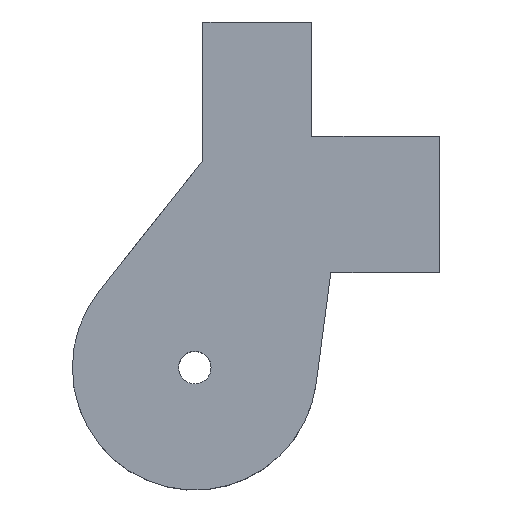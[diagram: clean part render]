
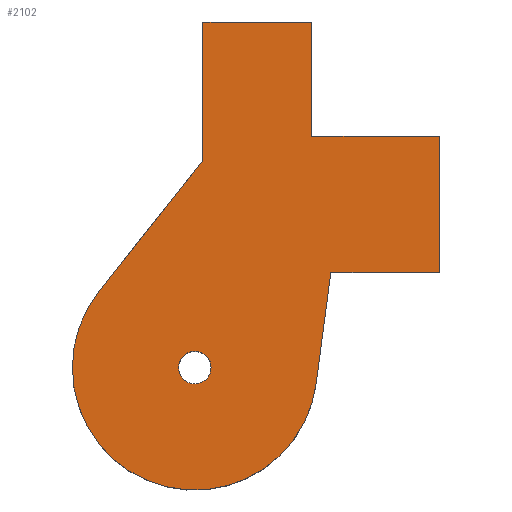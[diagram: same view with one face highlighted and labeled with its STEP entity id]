
A CAD part, top view. The second image highlights one B-rep face of the part: STEP entity #2102.
In plain terms, the highlighted planar face has unit normal (0, 0, 1).
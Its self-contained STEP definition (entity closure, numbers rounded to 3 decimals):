
#47 = AXIS2_PLACEMENT_3D ( 'NONE', #1511, #796, #1325 ) ;
#62 = EDGE_CURVE ( 'NONE', #1067, #1770, #1237, .T. ) ;
#136 = CARTESIAN_POINT ( 'NONE',  ( 0., 85., 50. ) ) ;
#149 = CARTESIAN_POINT ( 'NONE',  ( 43., 127., 50. ) ) ;
#164 = VERTEX_POINT ( 'NONE', #245 ) ;
#189 = VERTEX_POINT ( 'NONE', #149 ) ;
#204 = CARTESIAN_POINT ( 'NONE',  ( 90., 35., 50. ) ) ;
#243 = CARTESIAN_POINT ( 'NONE',  ( 0., 0., 50. ) ) ;
#245 = CARTESIAN_POINT ( 'NONE',  ( -6., 0., 50. ) ) ;
#250 = EDGE_CURVE ( 'NONE', #1770, #635, #731, .T. ) ;
#262 = LINE ( 'NONE', #2211, #881 ) ;
#272 = VERTEX_POINT ( 'NONE', #313 ) ;
#277 = CARTESIAN_POINT ( 'NONE',  ( 43., 85., 50. ) ) ;
#278 = VERTEX_POINT ( 'NONE', #485 ) ;
#284 = DIRECTION ( 'NONE',  ( -1., 0., 0. ) ) ;
#293 = VERTEX_POINT ( 'NONE', #277 ) ;
#312 = DIRECTION ( 'NONE',  ( 0., 0., 1. ) ) ;
#313 = CARTESIAN_POINT ( 'NONE',  ( 50., 35., 50. ) ) ;
#316 = ORIENTED_EDGE ( 'NONE', *, *, #1384, .T. ) ;
#330 = DIRECTION ( 'NONE',  ( 0., 0., -1. ) ) ;
#338 = VECTOR ( 'NONE', #1173, 1000. ) ;
#341 = VECTOR ( 'NONE', #1341, 1000. ) ;
#344 = CARTESIAN_POINT ( 'NONE',  ( 0., 0., 50. ) ) ;
#349 = EDGE_CURVE ( 'NONE', #678, #164, #1984, .T. ) ;
#405 = DIRECTION ( 'NONE',  ( 0., -1., 0. ) ) ;
#420 = CARTESIAN_POINT ( 'NONE',  ( -45., 0., 50. ) ) ;
#466 = CARTESIAN_POINT ( 'NONE',  ( 44.614, -5.878, 50. ) ) ;
#485 = CARTESIAN_POINT ( 'NONE',  ( 90., 85., 50. ) ) ;
#507 = ORIENTED_EDGE ( 'NONE', *, *, #349, .T. ) ;
#543 = VERTEX_POINT ( 'NONE', #1787 ) ;
#576 = DIRECTION ( 'NONE',  ( 1., 0., 0. ) ) ;
#595 = DIRECTION ( 'NONE',  ( 0., 0., -1. ) ) ;
#621 = VERTEX_POINT ( 'NONE', #942 ) ;
#635 = VERTEX_POINT ( 'NONE', #466 ) ;
#649 = ORIENTED_EDGE ( 'NONE', *, *, #250, .T. ) ;
#678 = VERTEX_POINT ( 'NONE', #2014 ) ;
#694 = EDGE_CURVE ( 'NONE', #1598, #272, #262, .T. ) ;
#731 = CIRCLE ( 'NONE', #47, 45. ) ;
#733 = VECTOR ( 'NONE', #2226, 1000. ) ;
#745 = CARTESIAN_POINT ( 'NONE',  ( 0., 0., 50. ) ) ;
#768 = CARTESIAN_POINT ( 'NONE',  ( 90., 0., 50. ) ) ;
#782 = DIRECTION ( 'NONE',  ( -1., 0., 0. ) ) ;
#788 = ORIENTED_EDGE ( 'NONE', *, *, #1143, .T. ) ;
#794 = LINE ( 'NONE', #977, #341 ) ;
#796 = DIRECTION ( 'NONE',  ( 0., 0., 1. ) ) ;
#836 = AXIS2_PLACEMENT_3D ( 'NONE', #745, #1438, #576 ) ;
#866 = DIRECTION ( 'NONE',  ( 0., 1., 0. ) ) ;
#881 = VECTOR ( 'NONE', #284, 1000. ) ;
#890 = EDGE_LOOP ( 'NONE', ( #928, #316, #1261, #1886, #788, #1368, #649, #1868, #2139, #1895 ) ) ;
#928 = ORIENTED_EDGE ( 'NONE', *, *, #1772, .T. ) ;
#942 = CARTESIAN_POINT ( 'NONE',  ( 3., 76.178, 50. ) ) ;
#977 = CARTESIAN_POINT ( 'NONE',  ( -35.251, 27.971, 50. ) ) ;
#984 = VECTOR ( 'NONE', #866, 1000. ) ;
#987 = AXIS2_PLACEMENT_3D ( 'NONE', #344, #330, #1072 ) ;
#1013 = EDGE_CURVE ( 'NONE', #278, #1598, #1971, .T. ) ;
#1067 = VERTEX_POINT ( 'NONE', #2175 ) ;
#1069 = DIRECTION ( 'NONE',  ( 1., 0., 0. ) ) ;
#1072 = DIRECTION ( 'NONE',  ( 1., 0., 0. ) ) ;
#1143 = EDGE_CURVE ( 'NONE', #621, #1067, #794, .T. ) ;
#1163 = CARTESIAN_POINT ( 'NONE',  ( 43., 75., 50. ) ) ;
#1173 = DIRECTION ( 'NONE',  ( -0.131, -0.991, 0. ) ) ;
#1237 = CIRCLE ( 'NONE', #836, 45. ) ;
#1243 = LINE ( 'NONE', #1539, #984 ) ;
#1261 = ORIENTED_EDGE ( 'NONE', *, *, #1323, .F. ) ;
#1280 = AXIS2_PLACEMENT_3D ( 'NONE', #2051, #312, #1692 ) ;
#1283 = VECTOR ( 'NONE', #1069, 1000. ) ;
#1286 = DIRECTION ( 'NONE',  ( 1., 0., 0. ) ) ;
#1315 = AXIS2_PLACEMENT_3D ( 'NONE', #243, #595, #1286 ) ;
#1323 = EDGE_CURVE ( 'NONE', #543, #189, #1767, .T. ) ;
#1325 = DIRECTION ( 'NONE',  ( 1., 0., 0. ) ) ;
#1341 = DIRECTION ( 'NONE',  ( -0.622, -0.783, 0. ) ) ;
#1368 = ORIENTED_EDGE ( 'NONE', *, *, #62, .T. ) ;
#1384 = EDGE_CURVE ( 'NONE', #293, #189, #1504, .T. ) ;
#1386 = CIRCLE ( 'NONE', #1315, 6. ) ;
#1417 = CARTESIAN_POINT ( 'NONE',  ( 0., 127., 50. ) ) ;
#1438 = DIRECTION ( 'NONE',  ( 0., 0., 1. ) ) ;
#1504 = LINE ( 'NONE', #1163, #733 ) ;
#1511 = CARTESIAN_POINT ( 'NONE',  ( 0., 0., 50. ) ) ;
#1539 = CARTESIAN_POINT ( 'NONE',  ( 3., 75., 50. ) ) ;
#1580 = EDGE_CURVE ( 'NONE', #621, #543, #1243, .T. ) ;
#1598 = VERTEX_POINT ( 'NONE', #204 ) ;
#1676 = PLANE ( 'NONE',  #1280 ) ;
#1692 = DIRECTION ( 'NONE',  ( 1., 0., 0. ) ) ;
#1701 = LINE ( 'NONE', #2030, #338 ) ;
#1704 = FACE_OUTER_BOUND ( 'NONE', #890, .T. ) ;
#1724 = VECTOR ( 'NONE', #405, 1000. ) ;
#1752 = VECTOR ( 'NONE', #782, 1000. ) ;
#1759 = EDGE_CURVE ( 'NONE', #164, #678, #1386, .T. ) ;
#1767 = LINE ( 'NONE', #1417, #1283 ) ;
#1770 = VERTEX_POINT ( 'NONE', #420 ) ;
#1772 = EDGE_CURVE ( 'NONE', #278, #293, #2198, .T. ) ;
#1781 = EDGE_LOOP ( 'NONE', ( #2218, #507 ) ) ;
#1787 = CARTESIAN_POINT ( 'NONE',  ( 3., 127., 50. ) ) ;
#1846 = EDGE_CURVE ( 'NONE', #272, #635, #1701, .T. ) ;
#1868 = ORIENTED_EDGE ( 'NONE', *, *, #1846, .F. ) ;
#1886 = ORIENTED_EDGE ( 'NONE', *, *, #1580, .F. ) ;
#1895 = ORIENTED_EDGE ( 'NONE', *, *, #1013, .F. ) ;
#1971 = LINE ( 'NONE', #768, #1724 ) ;
#1984 = CIRCLE ( 'NONE', #987, 6. ) ;
#2014 = CARTESIAN_POINT ( 'NONE',  ( 6., 0., 50. ) ) ;
#2030 = CARTESIAN_POINT ( 'NONE',  ( 44.614, -5.878, 50. ) ) ;
#2041 = FACE_BOUND ( 'NONE', #1781, .T. ) ;
#2051 = CARTESIAN_POINT ( 'NONE',  ( 0., 0., 50. ) ) ;
#2102 = ADVANCED_FACE ( 'NONE', ( #2041, #1704 ), #1676, .T. ) ;
#2139 = ORIENTED_EDGE ( 'NONE', *, *, #694, .F. ) ;
#2175 = CARTESIAN_POINT ( 'NONE',  ( -35.251, 27.971, 50. ) ) ;
#2198 = LINE ( 'NONE', #136, #1752 ) ;
#2211 = CARTESIAN_POINT ( 'NONE',  ( 0., 35., 50. ) ) ;
#2218 = ORIENTED_EDGE ( 'NONE', *, *, #1759, .T. ) ;
#2226 = DIRECTION ( 'NONE',  ( 0., 1., 0. ) ) ;
